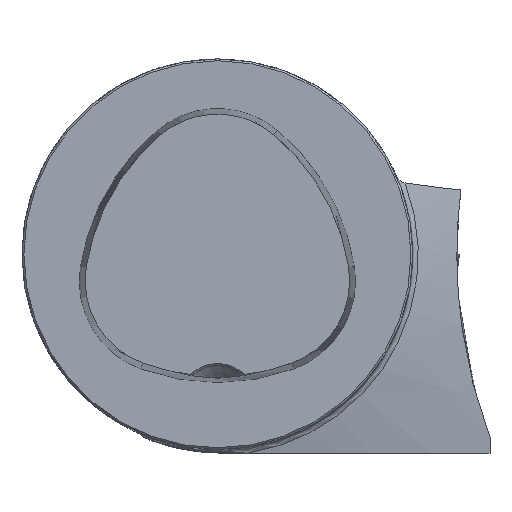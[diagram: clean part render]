
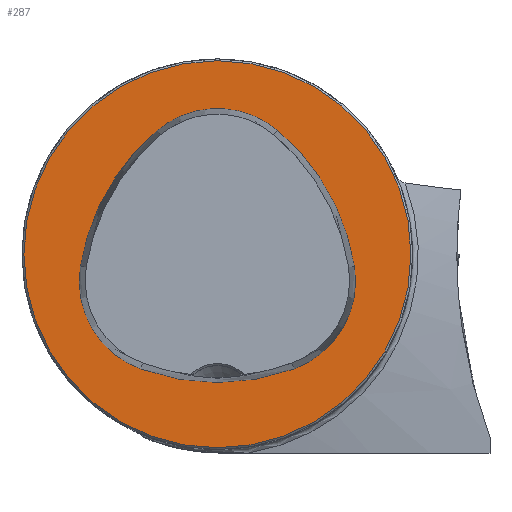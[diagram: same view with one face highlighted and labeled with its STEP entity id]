
A CAD part, top view. The second image highlights one B-rep face of the part: STEP entity #287.
In plain terms, the highlighted planar face has unit normal (0, 0, 1).
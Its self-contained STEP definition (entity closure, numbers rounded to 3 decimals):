
#125=FACE_BOUND('',#494,.T.);
#126=FACE_BOUND('',#495,.T.);
#287=ADVANCED_FACE('CU_E_LO_SU_1',(#125,#126),#362,.T.);
#362=PLANE('',#1699);
#494=EDGE_LOOP('',(#735,#736,#737,#738,#739,#740));
#495=EDGE_LOOP('',(#741));
#572=CIRCLE('',#1690,36.075);
#574=CIRCLE('',#1693,36.075);
#575=CIRCLE('',#1694,15.075);
#576=CIRCLE('',#1695,15.075);
#577=CIRCLE('',#1696,36.075);
#578=CIRCLE('',#1697,15.075);
#579=CIRCLE('',#1698,31.2);
#735=ORIENTED_EDGE('',*,*,#1292,.F.);
#736=ORIENTED_EDGE('',*,*,#1293,.F.);
#737=ORIENTED_EDGE('',*,*,#1285,.F.);
#738=ORIENTED_EDGE('',*,*,#1294,.F.);
#739=ORIENTED_EDGE('',*,*,#1295,.F.);
#740=ORIENTED_EDGE('',*,*,#1296,.F.);
#741=ORIENTED_EDGE('',*,*,#1297,.T.);
#1119=VERTEX_POINT('',#2793);
#1120=VERTEX_POINT('',#2795);
#1126=VERTEX_POINT('',#2827);
#1127=VERTEX_POINT('',#2828);
#1128=VERTEX_POINT('',#2831);
#1129=VERTEX_POINT('',#2833);
#1130=VERTEX_POINT('',#2836);
#1285=EDGE_CURVE('',#1119,#1120,#572,.T.);
#1292=EDGE_CURVE('',#1126,#1127,#574,.T.);
#1293=EDGE_CURVE('',#1120,#1126,#575,.T.);
#1294=EDGE_CURVE('',#1128,#1119,#576,.T.);
#1295=EDGE_CURVE('',#1129,#1128,#577,.T.);
#1296=EDGE_CURVE('',#1127,#1129,#578,.T.);
#1297=EDGE_CURVE('',#1130,#1130,#579,.T.);
#1690=AXIS2_PLACEMENT_3D('',#2794,#1902,#1903);
#1693=AXIS2_PLACEMENT_3D('',#2826,#1909,#1910);
#1694=AXIS2_PLACEMENT_3D('',#2829,#1911,#1912);
#1695=AXIS2_PLACEMENT_3D('',#2830,#1913,#1914);
#1696=AXIS2_PLACEMENT_3D('',#2832,#1915,#1916);
#1697=AXIS2_PLACEMENT_3D('',#2834,#1917,#1918);
#1698=AXIS2_PLACEMENT_3D('',#2835,#1919,#1920);
#1699=AXIS2_PLACEMENT_3D('',#2837,#1921,#1922);
#1902=DIRECTION('',(0.,0.,1.));
#1903=DIRECTION('',(-1.,0.,0.));
#1909=DIRECTION('',(0.,0.,1.));
#1910=DIRECTION('',(-1.,0.,0.));
#1911=DIRECTION('',(0.,0.,1.));
#1912=DIRECTION('',(-1.,0.,0.));
#1913=DIRECTION('',(0.,0.,1.));
#1914=DIRECTION('',(-1.,0.,0.));
#1915=DIRECTION('',(0.,0.,1.));
#1916=DIRECTION('',(-1.,0.,0.));
#1917=DIRECTION('',(0.,0.,1.));
#1918=DIRECTION('',(-1.,0.,0.));
#1919=DIRECTION('',(0.,0.,1.));
#1920=DIRECTION('',(-1.,0.,0.));
#1921=DIRECTION('',(0.,0.,1.));
#1922=DIRECTION('',(-1.,0.,0.));
#2793=CARTESIAN_POINT('',(-12.368,-18.489,0.));
#2794=CARTESIAN_POINT('',(0.,15.4,0.));
#2795=CARTESIAN_POINT('',(12.368,-18.489,0.));
#2826=CARTESIAN_POINT('',(-13.535,-7.656,0.));
#2827=CARTESIAN_POINT('',(22.084,-1.937,0.));
#2828=CARTESIAN_POINT('',(9.716,19.927,0.));
#2829=CARTESIAN_POINT('',(7.2,-4.327,0.));
#2830=CARTESIAN_POINT('',(-7.2,-4.327,0.));
#2831=CARTESIAN_POINT('',(-22.084,-1.937,0.));
#2832=CARTESIAN_POINT('',(13.535,-7.656,0.));
#2833=CARTESIAN_POINT('',(-9.716,19.927,0.));
#2834=CARTESIAN_POINT('',(0.,8.4,0.));
#2835=CARTESIAN_POINT('',(0.,0.,0.));
#2836=CARTESIAN_POINT('',(-31.2,0.,0.));
#2837=CARTESIAN_POINT('',(0.,0.,0.));
